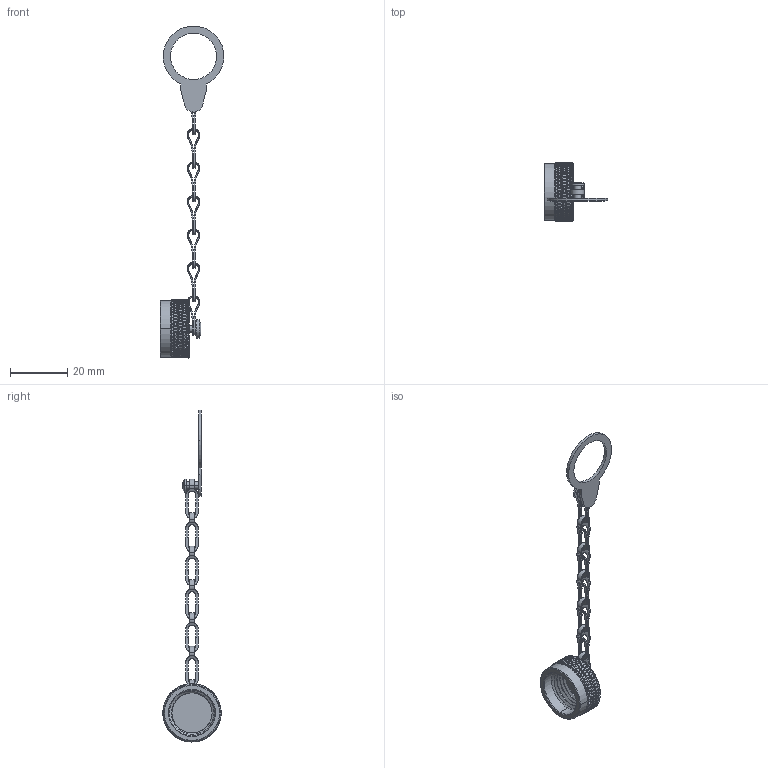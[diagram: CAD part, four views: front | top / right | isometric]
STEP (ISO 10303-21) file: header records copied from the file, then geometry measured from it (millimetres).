
FILE_DESCRIPTION (( 'STEP AP214' ), '1' );
FILE_NAME ('M39012-25-0012_3D.step', '2024-04-24T16:05:52', ( '' ), ( '' ), 'SwSTEP 2.0', 'SolidWorks 2022', '' );
FILE_SCHEMA (( 'AUTOMOTIVE_DESIGN' ));
Length unit declared in the file: inch
Products named in the file (1): M39012-25-0012_3D
Bounding box: 22.3 x 20.32 x 115.97 mm (x, y, z)
Volume: 1891.3 mm3; surface area: 3987.3 mm2
Topology: 9 solids, 9 shells, 2072 faces, 4784 edges, 2707 vertices
Faces by surface type: bspline 1243, cylinder 556, torus 147, plane 111, cone 15
Entity records: 82844 total; most frequent: CARTESIAN_POINT 49231, ORIENTED_EDGE 9568, EDGE_CURVE 4784, DIRECTION 3915, VERTEX_POINT 2707, EDGE_LOOP 2079, ADVANCED_FACE 2072, FACE_OUTER_BOUND 2072
